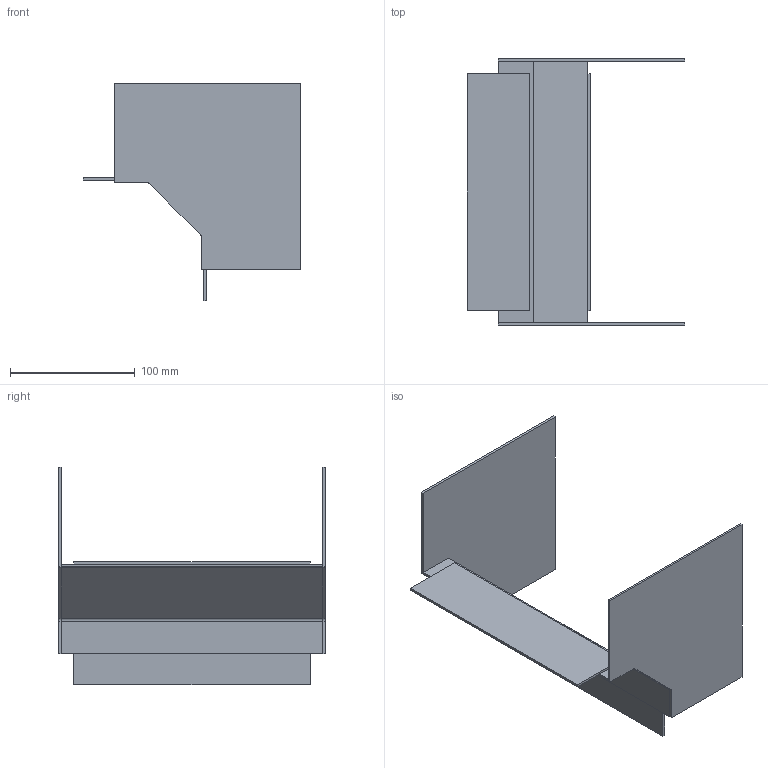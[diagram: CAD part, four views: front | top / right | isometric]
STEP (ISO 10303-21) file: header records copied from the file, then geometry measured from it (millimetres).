
FILE_DESCRIPTION (( 'STEP AP214' ), '1' );
FILE_NAME ('6192110.stp', '2018-10-03T06:54:07', ( '' ), ( '' ), 'SwSTEP 2.0', 'SolidWorks 2018', '' );
FILE_SCHEMA (( 'AUTOMOTIVE_DESIGN' ));
Length unit declared in the file: millimetre
Products named in the file (1): 6192110
Bounding box: 175 x 214 x 175 mm (x, y, z)
Volume: 161140.6 mm3; surface area: 166532.6 mm2
Topology: 5 solids, 5 shells, 46 faces, 108 edges, 72 vertices
Faces by surface type: plane 40, cylinder 6
Entity records: 1880 total; most frequent: CARTESIAN_POINT 227, ORIENTED_EDGE 216, DIRECTION 214, EDGE_CURVE 108, LINE 96, VECTOR 96, VERTEX_POINT 72, AXIS2_PLACEMENT_3D 59
